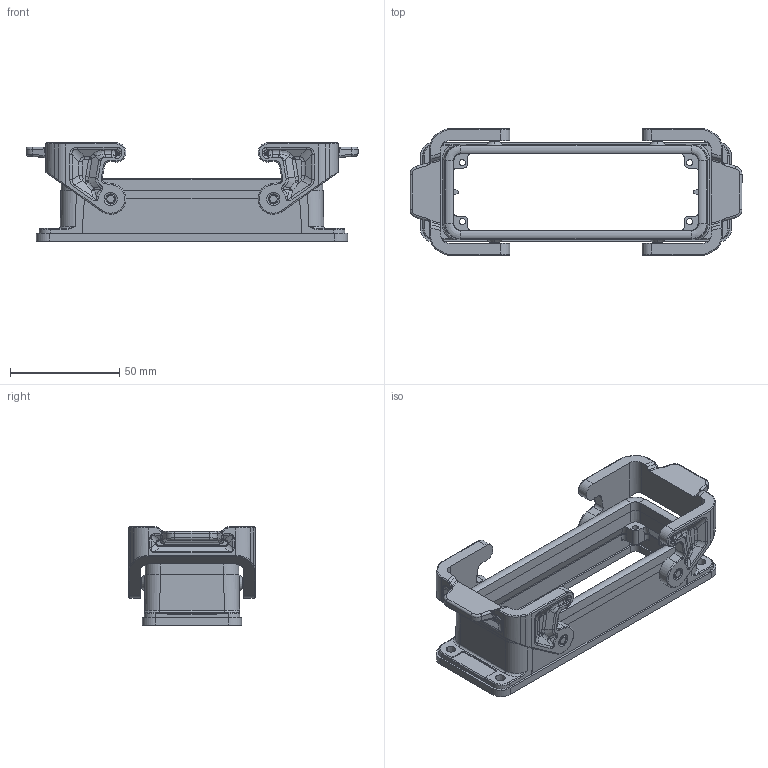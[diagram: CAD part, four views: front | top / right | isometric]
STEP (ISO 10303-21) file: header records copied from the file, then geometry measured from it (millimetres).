
FILE_DESCRIPTION(('Creo Elements/Direct Modeling STEP Export'),'2;1');
FILE_NAME('0ln7uvk5tno92hf968','2023-11-15T16:36:21',(''),(''),'Creo Elements/Direct Modeling STEP processor for AP214 (Solid Model)','Creo Elements/Direct Modeling 20.1B 02-Apr-2019 (C) Parametric Technology GmbH','');
FILE_SCHEMA(('AUTOMOTIVE_DESIGN { 1 0 10303 214 1 1 1 1 }'));
Products named in the file (2): JPI 24
Assembly tree (1 placements, depth 2):
  JPI 24
    JPI 24
Bounding box: 152 x 58.07 x 45 mm (x, y, z)
Volume: 60737.6 mm3; surface area: 38927.4 mm2
Topology: 1 solids, 1 shells, 926 faces, 2298 edges, 1388 vertices
Faces by surface type: cylinder 299, bspline 272, plane 245, torus 60, cone 44, extrusion 6
Entity records: 83919 total; most frequent: CARTESIAN_POINT 57633, ORIENTED_EDGE 4580, DIRECTION 3065, EDGE_CURVE 2290, VERTEX_POINT 1388, AXIS2_PLACEMENT_3D 1082, EDGE_LOOP 970, COLOUR_RGB 927
